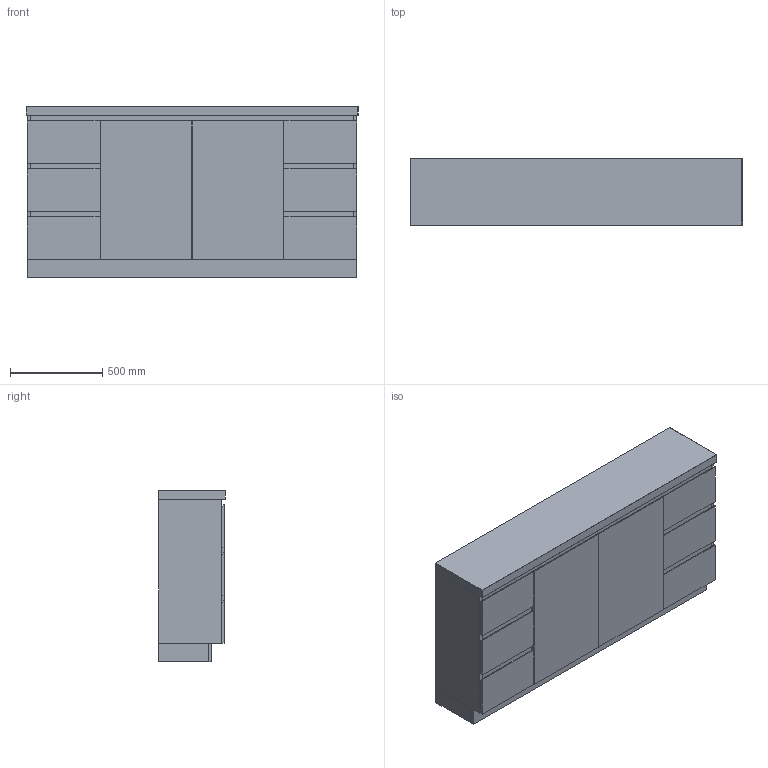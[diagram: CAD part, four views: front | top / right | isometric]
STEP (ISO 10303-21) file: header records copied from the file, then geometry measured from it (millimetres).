
FILE_DESCRIPTION(/* description */ (''),/* implementation_level */ '2;1');
FILE_NAME(/* name */ 'Domaine Ensuite (Floor Mount) 1800 (50MM)',/* time_stamp */ '2025-07-09T14:48:51+10:00',/* author */ (''),/* organization */ (''),/* preprocessor_version */ 'ST-DEVELOPER v16.5',/* originating_system */ '',/* authorisation */ '');
FILE_SCHEMA (('AUTOMOTIVE_DESIGN'));
Length unit declared in the file: millimetre
Products named in the file (6): Document; Domaine Ensuite (Floor Mount) 1800 (50MM); Domaine Ensuite FM ALL456; Domaine Ensuite 1800 WK23; Blank Ensuite Benchtops (Domaine) ALL78; 1800 Ensuite (50MM)
Assembly tree (5 placements, depth 4):
  Document
    Domaine Ensuite (Floor Mount) 1800 (50MM)
      Domaine Ensuite FM ALL456
        Domaine Ensuite 1800 WK23
      Blank Ensuite Benchtops (Domaine) ALL78
        1800 Ensuite (50MM)
Bounding box: 1800 x 360 x 930 mm (x, y, z)
Volume: 84021696.5 mm3; surface area: 10755370.6 mm2
Topology: 16 solids, 16 shells, 127 faces, 270 edges, 172 vertices
Faces by surface type: plane 113, cylinder 10, bspline 4
Entity records: 3496 total; most frequent: CARTESIAN_POINT 1040, ORIENTED_EDGE 532, EDGE_CURVE 266, B_SPLINE_CURVE_WITH_KNOTS 250, VERTEX_POINT 172, DIRECTION 149, AXIS2_PLACEMENT_3D 136, EDGE_LOOP 128
